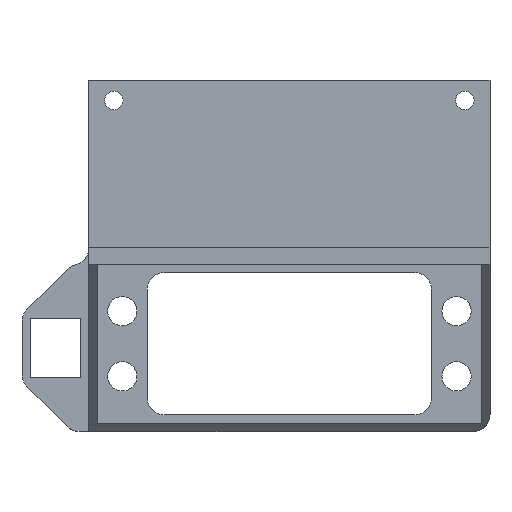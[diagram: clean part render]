
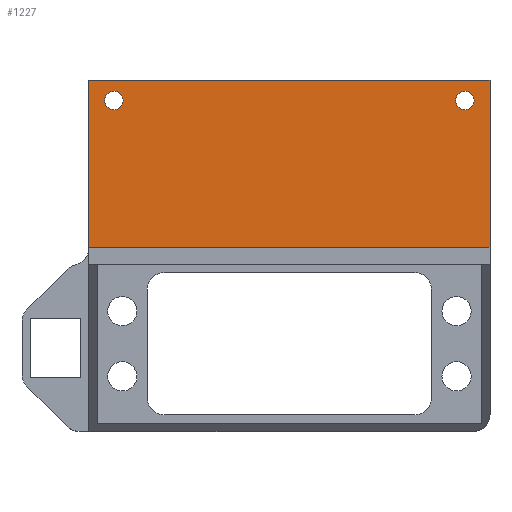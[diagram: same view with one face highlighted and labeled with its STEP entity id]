
A CAD part, top view. The second image highlights one B-rep face of the part: STEP entity #1227.
In plain terms, the highlighted planar face has unit normal (0, 0, 1).
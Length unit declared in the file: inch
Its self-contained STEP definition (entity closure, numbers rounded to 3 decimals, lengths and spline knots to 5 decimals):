
#8 = CARTESIAN_POINT ( 'NONE',  ( -2.4, 0.10041, 0.10427 ) ) ;
#29 = DIRECTION ( 'NONE',  ( 0., 1., 0. ) ) ;
#33 = CARTESIAN_POINT ( 'NONE',  ( -2.4, 1.1, 0.10427 ) ) ;
#73 = CARTESIAN_POINT ( 'NONE',  ( -0.205, 0.98041, 0.10427 ) ) ;
#107 = CARTESIAN_POINT ( 'NONE',  ( 0., 1.1, 0.10427 ) ) ;
#109 = CARTESIAN_POINT ( 'NONE',  ( 0., 0.10041, 0.10427 ) ) ;
#121 = CARTESIAN_POINT ( 'NONE',  ( -2.4, 0.10041, 0.10427 ) ) ;
#129 = CARTESIAN_POINT ( 'NONE',  ( -2.4, 1.1, 0.10427 ) ) ;
#148 = CARTESIAN_POINT ( 'NONE',  ( -2.305, 0.98041, 0.10427 ) ) ;
#157 = CARTESIAN_POINT ( 'NONE',  ( -2.195, 0.98041, 0.10427 ) ) ;
#158 = CARTESIAN_POINT ( 'NONE',  ( -0.095, 0.98041, 0.10427 ) ) ;
#202 = DIRECTION ( 'NONE',  ( 1., 0., 0. ) ) ;
#204 = CARTESIAN_POINT ( 'NONE',  ( -2.4, 1.1, 0.10427 ) ) ;
#211 = DIRECTION ( 'NONE',  ( 1., 0., 0. ) ) ;
#212 = DIRECTION ( 'NONE',  ( 0., 0., 1. ) ) ;
#222 = CARTESIAN_POINT ( 'NONE',  ( -0.15, 0.98041, 0.10427 ) ) ;
#232 = DIRECTION ( 'NONE',  ( 0., 1., 0. ) ) ;
#233 = CARTESIAN_POINT ( 'NONE',  ( 0., 1.1, 0.10427 ) ) ;
#291 = DIRECTION ( 'NONE',  ( 1., 0., 0. ) ) ;
#292 = DIRECTION ( 'NONE',  ( 0., 0., 1. ) ) ;
#293 = DIRECTION ( 'NONE',  ( 1., 0., 0. ) ) ;
#294 = DIRECTION ( 'NONE',  ( 0., 0., 1. ) ) ;
#298 = CARTESIAN_POINT ( 'NONE',  ( -2.25, 0.98041, 0.10427 ) ) ;
#303 = CARTESIAN_POINT ( 'NONE',  ( -0.15, 0.98041, 0.10427 ) ) ;
#325 = DIRECTION ( 'NONE',  ( 1., 0., 0. ) ) ;
#507 = AXIS2_PLACEMENT_3D ( 'NONE', #1537, #1539, #1540 ) ;
#512 = AXIS2_PLACEMENT_3D ( 'NONE', #1538, #1497, #1498 ) ;
#551 = AXIS2_PLACEMENT_3D ( 'NONE', #303, #294, #293 ) ;
#555 = AXIS2_PLACEMENT_3D ( 'NONE', #298, #292, #291 ) ;
#561 = AXIS2_PLACEMENT_3D ( 'NONE', #222, #212, #211 ) ;
#619 = ORIENTED_EDGE ( 'NONE', *, *, #1398, .F. ) ;
#649 = ORIENTED_EDGE ( 'NONE', *, *, #1423, .F. ) ;
#747 = EDGE_LOOP ( 'NONE', ( #619, #649 ) ) ;
#783 = EDGE_LOOP ( 'NONE', ( #937, #944, #941, #917 ) ) ;
#784 = EDGE_LOOP ( 'NONE', ( #950, #942 ) ) ;
#917 = ORIENTED_EDGE ( 'NONE', *, *, #1380, .T. ) ;
#937 = ORIENTED_EDGE ( 'NONE', *, *, #1417, .T. ) ;
#941 = ORIENTED_EDGE ( 'NONE', *, *, #1761, .F. ) ;
#942 = ORIENTED_EDGE ( 'NONE', *, *, #1225, .F. ) ;
#944 = ORIENTED_EDGE ( 'NONE', *, *, #1426, .F. ) ;
#950 = ORIENTED_EDGE ( 'NONE', *, *, #1399, .F. ) ;
#1038 = FACE_BOUND ( 'NONE', #747, .T. ) ;
#1042 = FACE_OUTER_BOUND ( 'NONE', #783, .T. ) ;
#1043 = FACE_BOUND ( 'NONE', #784, .T. ) ;
#1044 = CIRCLE ( 'NONE', #507, 0.055 ) ;
#1113 = LINE ( 'NONE', #8, #1119 ) ;
#1119 = VECTOR ( 'NONE', #325, 39.37008 ) ;
#1150 = CIRCLE ( 'NONE', #551, 0.055 ) ;
#1151 = CIRCLE ( 'NONE', #555, 0.055 ) ;
#1164 = VECTOR ( 'NONE', #232, 39.37008 ) ;
#1165 = LINE ( 'NONE', #233, #1164 ) ;
#1193 = CIRCLE ( 'NONE', #561, 0.055 ) ;
#1196 = LINE ( 'NONE', #204, #1197 ) ;
#1197 = VECTOR ( 'NONE', #202, 39.37008 ) ;
#1225 = EDGE_CURVE ( 'NONE', #1602, #1597, #1044, .T. ) ;
#1227 = ADVANCED_FACE ( 'NONE', ( #1038, #1043, #1042 ), #1511, .F. ) ;
#1256 = VECTOR ( 'NONE', #29, 39.37008 ) ;
#1271 = LINE ( 'NONE', #33, #1256 ) ;
#1380 = EDGE_CURVE ( 'NONE', #1626, #1636, #1113, .T. ) ;
#1398 = EDGE_CURVE ( 'NONE', #1596, #1669, #1150, .T. ) ;
#1399 = EDGE_CURVE ( 'NONE', #1597, #1602, #1151, .T. ) ;
#1417 = EDGE_CURVE ( 'NONE', #1636, #1638, #1165, .T. ) ;
#1423 = EDGE_CURVE ( 'NONE', #1669, #1596, #1193, .T. ) ;
#1426 = EDGE_CURVE ( 'NONE', #1619, #1638, #1196, .T. ) ;
#1497 = DIRECTION ( 'NONE',  ( 0., 0., -1. ) ) ;
#1498 = DIRECTION ( 'NONE',  ( 0., 1., 0. ) ) ;
#1511 = PLANE ( 'NONE',  #512 ) ;
#1537 = CARTESIAN_POINT ( 'NONE',  ( -2.25, 0.98041, 0.10427 ) ) ;
#1538 = CARTESIAN_POINT ( 'NONE',  ( -2.4, 1.1, 0.10427 ) ) ;
#1539 = DIRECTION ( 'NONE',  ( 0., 0., 1. ) ) ;
#1540 = DIRECTION ( 'NONE',  ( 1., 0., 0. ) ) ;
#1596 = VERTEX_POINT ( 'NONE', #158 ) ;
#1597 = VERTEX_POINT ( 'NONE', #157 ) ;
#1602 = VERTEX_POINT ( 'NONE', #148 ) ;
#1619 = VERTEX_POINT ( 'NONE', #129 ) ;
#1626 = VERTEX_POINT ( 'NONE', #121 ) ;
#1636 = VERTEX_POINT ( 'NONE', #109 ) ;
#1638 = VERTEX_POINT ( 'NONE', #107 ) ;
#1669 = VERTEX_POINT ( 'NONE', #73 ) ;
#1761 = EDGE_CURVE ( 'NONE', #1626, #1619, #1271, .T. ) ;
